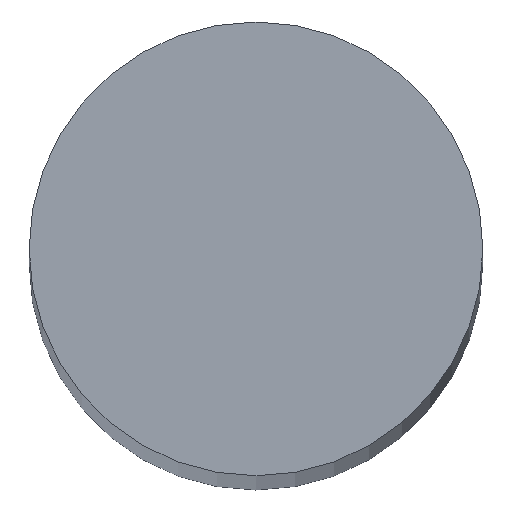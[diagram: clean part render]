
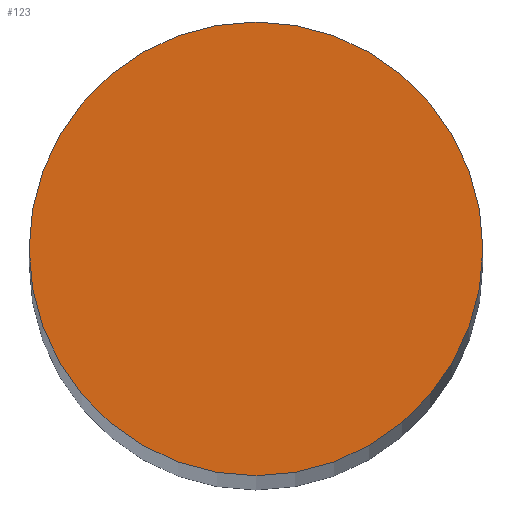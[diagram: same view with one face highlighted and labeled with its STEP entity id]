
A CAD part, top view. The second image highlights one B-rep face of the part: STEP entity #123.
In plain terms, the highlighted planar face has unit normal (0, 0, 1).
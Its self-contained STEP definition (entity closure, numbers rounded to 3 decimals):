
#17 = CARTESIAN_POINT ( 'NONE',  ( -5., 0., 180. ) ) ;
#18 = EDGE_CURVE ( 'NONE', #149, #145, #105, .T. ) ;
#34 = CARTESIAN_POINT ( 'NONE',  ( 0., 0., 180. ) ) ;
#45 = CIRCLE ( 'NONE', #150, 5. ) ;
#50 = DIRECTION ( 'NONE',  ( 1., 0., 0. ) ) ;
#60 = EDGE_LOOP ( 'NONE', ( #95, #174 ) ) ;
#62 = FACE_OUTER_BOUND ( 'NONE', #60, .T. ) ;
#65 = PLANE ( 'NONE',  #128 ) ;
#75 = AXIS2_PLACEMENT_3D ( 'NONE', #34, #144, #120 ) ;
#95 = ORIENTED_EDGE ( 'NONE', *, *, #138, .T. ) ;
#105 = CIRCLE ( 'NONE', #75, 5. ) ;
#107 = CARTESIAN_POINT ( 'NONE',  ( 0., 0., 180. ) ) ;
#108 = DIRECTION ( 'NONE',  ( 1., 0., 0. ) ) ;
#120 = DIRECTION ( 'NONE',  ( 1., 0., 0. ) ) ;
#123 = ADVANCED_FACE ( 'NONE', ( #62 ), #65, .T. ) ;
#128 = AXIS2_PLACEMENT_3D ( 'NONE', #133, #165, #50 ) ;
#133 = CARTESIAN_POINT ( 'NONE',  ( 0., 0., 180. ) ) ;
#138 = EDGE_CURVE ( 'NONE', #145, #149, #45, .T. ) ;
#143 = CARTESIAN_POINT ( 'NONE',  ( 5., 0., 180. ) ) ;
#144 = DIRECTION ( 'NONE',  ( 0., 0., 1. ) ) ;
#145 = VERTEX_POINT ( 'NONE', #17 ) ;
#149 = VERTEX_POINT ( 'NONE', #143 ) ;
#150 = AXIS2_PLACEMENT_3D ( 'NONE', #107, #156, #108 ) ;
#156 = DIRECTION ( 'NONE',  ( 0., 0., 1. ) ) ;
#165 = DIRECTION ( 'NONE',  ( 0., 0., 1. ) ) ;
#174 = ORIENTED_EDGE ( 'NONE', *, *, #18, .T. ) ;
